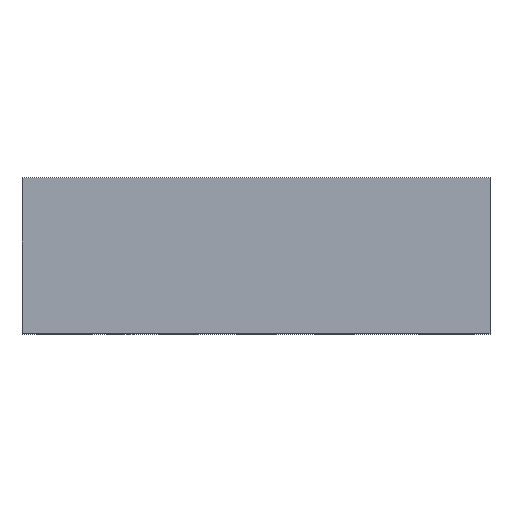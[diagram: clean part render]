
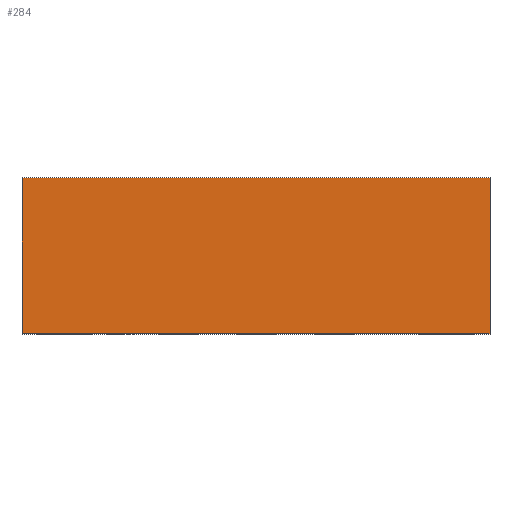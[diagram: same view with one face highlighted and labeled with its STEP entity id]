
A CAD part, top view. The second image highlights one B-rep face of the part: STEP entity #284.
In plain terms, the highlighted planar face has unit normal (0, 0, 1).
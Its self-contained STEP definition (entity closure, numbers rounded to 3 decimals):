
#6 = CARTESIAN_POINT ( 'NONE',  ( 1.5, 1., 1.5 ) ) ;
#76 = CARTESIAN_POINT ( 'NONE',  ( -1.5, 0., 1.5 ) ) ;
#143 = VECTOR ( 'NONE', #3633, 1000. ) ;
#284 = ADVANCED_FACE ( 'NONE', ( #457 ), #5433, .F. ) ;
#412 = VERTEX_POINT ( 'NONE', #5070 ) ;
#457 = FACE_OUTER_BOUND ( 'NONE', #5377, .T. ) ;
#510 = ORIENTED_EDGE ( 'NONE', *, *, #1673, .T. ) ;
#705 = ORIENTED_EDGE ( 'NONE', *, *, #3008, .F. ) ;
#929 = EDGE_CURVE ( 'NONE', #4338, #412, #2095, .T. ) ;
#1179 = EDGE_CURVE ( 'NONE', #2816, #412, #2119, .T. ) ;
#1673 = EDGE_CURVE ( 'NONE', #5011, #4338, #3925, .T. ) ;
#2095 = LINE ( 'NONE', #76, #2484 ) ;
#2119 = LINE ( 'NONE', #4802, #143 ) ;
#2348 = DIRECTION ( 'NONE',  ( 0., -1., 0. ) ) ;
#2484 = VECTOR ( 'NONE', #3002, 1000. ) ;
#2610 = VECTOR ( 'NONE', #2348, 1000. ) ;
#2816 = VERTEX_POINT ( 'NONE', #6 ) ;
#2843 = LINE ( 'NONE', #3532, #3712 ) ;
#3002 = DIRECTION ( 'NONE',  ( 1., 0., 0. ) ) ;
#3008 = EDGE_CURVE ( 'NONE', #5011, #2816, #2843, .T. ) ;
#3203 = CARTESIAN_POINT ( 'NONE',  ( -1.5, 0.05, 1.5 ) ) ;
#3325 = CARTESIAN_POINT ( 'NONE',  ( -1.5, 1., 1.5 ) ) ;
#3337 = DIRECTION ( 'NONE',  ( -1., 0., 0. ) ) ;
#3450 = DIRECTION ( 'NONE',  ( 1., 0., 0. ) ) ;
#3532 = CARTESIAN_POINT ( 'NONE',  ( -1.5, 1., 1.5 ) ) ;
#3633 = DIRECTION ( 'NONE',  ( 0., -1., 0. ) ) ;
#3698 = AXIS2_PLACEMENT_3D ( 'NONE', #3746, #4561, #3337 ) ;
#3712 = VECTOR ( 'NONE', #3450, 1000. ) ;
#3746 = CARTESIAN_POINT ( 'NONE',  ( -1.5, 0.05, 1.5 ) ) ;
#3750 = ORIENTED_EDGE ( 'NONE', *, *, #1179, .F. ) ;
#3925 = LINE ( 'NONE', #3203, #2610 ) ;
#4065 = ORIENTED_EDGE ( 'NONE', *, *, #929, .T. ) ;
#4093 = CARTESIAN_POINT ( 'NONE',  ( -1.5, 0., 1.5 ) ) ;
#4338 = VERTEX_POINT ( 'NONE', #4093 ) ;
#4561 = DIRECTION ( 'NONE',  ( 0., 0., -1. ) ) ;
#4802 = CARTESIAN_POINT ( 'NONE',  ( 1.5, 0.05, 1.5 ) ) ;
#5011 = VERTEX_POINT ( 'NONE', #3325 ) ;
#5070 = CARTESIAN_POINT ( 'NONE',  ( 1.5, 0., 1.5 ) ) ;
#5377 = EDGE_LOOP ( 'NONE', ( #4065, #3750, #705, #510 ) ) ;
#5433 = PLANE ( 'NONE',  #3698 ) ;
